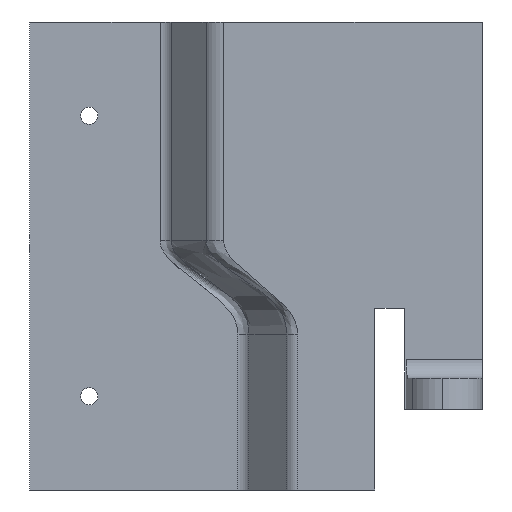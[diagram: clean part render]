
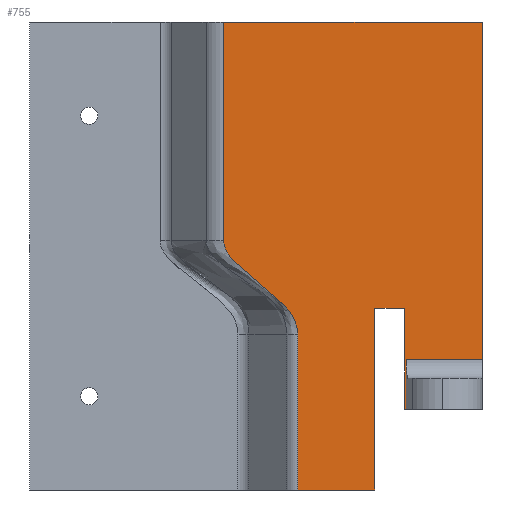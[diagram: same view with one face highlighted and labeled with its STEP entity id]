
A CAD part, front view. The second image highlights one B-rep face of the part: STEP entity #755.
In plain terms, the highlighted planar face has unit normal (0, -1, 0).
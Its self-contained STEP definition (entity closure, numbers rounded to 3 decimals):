
#27=B_SPLINE_CURVE_WITH_KNOTS('',5,(#3258,#3259,#3260,#3261,#3262,#3263),
 .UNSPECIFIED.,.F.,.F.,(6,6),(0.,1.),.UNSPECIFIED.);
#125=FACE_OUTER_BOUND('',#175,.T.);
#175=EDGE_LOOP('',(#671,#672,#673,#674,#675,#676,#677,#678,#679,#680,#681,
#682));
#183=LINE('',#1076,#249);
#192=LINE('',#4809,#258);
#201=LINE('',#4833,#267);
#212=LINE('',#4873,#278);
#220=LINE('',#4901,#286);
#222=LINE('',#4907,#288);
#227=LINE('',#4915,#293);
#228=LINE('',#4918,#294);
#231=LINE('',#4923,#297);
#240=LINE('',#4945,#306);
#242=LINE('',#4948,#308);
#249=VECTOR('',#870,10.);
#258=VECTOR('',#905,10.);
#267=VECTOR('',#928,10.);
#278=VECTOR('',#971,10.);
#286=VECTOR('',#1001,10.);
#288=VECTOR('',#1005,10.);
#293=VECTOR('',#1012,10.);
#294=VECTOR('',#1015,10.);
#297=VECTOR('',#1020,10.);
#306=VECTOR('',#1045,10.);
#308=VECTOR('',#1049,10.);
#315=VERTEX_POINT('',#1069);
#318=VERTEX_POINT('',#1074);
#328=VERTEX_POINT('',#3256);
#334=VERTEX_POINT('',#4807);
#342=VERTEX_POINT('',#4832);
#352=VERTEX_POINT('',#4866);
#355=VERTEX_POINT('',#4871);
#364=VERTEX_POINT('',#4899);
#365=VERTEX_POINT('',#4903);
#367=VERTEX_POINT('',#4906);
#370=VERTEX_POINT('',#4917);
#376=VERTEX_POINT('',#4944);
#387=EDGE_CURVE('',#318,#315,#183,.T.);
#403=EDGE_CURVE('',#328,#318,#27,.T.);
#413=EDGE_CURVE('',#334,#328,#192,.T.);
#425=EDGE_CURVE('',#315,#342,#201,.T.);
#444=EDGE_CURVE('',#355,#352,#212,.T.);
#458=EDGE_CURVE('',#364,#352,#220,.T.);
#460=EDGE_CURVE('',#367,#365,#222,.T.);
#465=EDGE_CURVE('',#364,#365,#227,.T.);
#466=EDGE_CURVE('',#370,#367,#228,.T.);
#469=EDGE_CURVE('',#342,#355,#231,.T.);
#480=EDGE_CURVE('',#376,#370,#240,.T.);
#482=EDGE_CURVE('',#334,#376,#242,.T.);
#671=ORIENTED_EDGE('',*,*,#413,.F.);
#672=ORIENTED_EDGE('',*,*,#482,.T.);
#673=ORIENTED_EDGE('',*,*,#480,.T.);
#674=ORIENTED_EDGE('',*,*,#466,.T.);
#675=ORIENTED_EDGE('',*,*,#460,.T.);
#676=ORIENTED_EDGE('',*,*,#465,.F.);
#677=ORIENTED_EDGE('',*,*,#458,.T.);
#678=ORIENTED_EDGE('',*,*,#444,.F.);
#679=ORIENTED_EDGE('',*,*,#469,.F.);
#680=ORIENTED_EDGE('',*,*,#425,.F.);
#681=ORIENTED_EDGE('',*,*,#387,.F.);
#682=ORIENTED_EDGE('',*,*,#403,.F.);
#713=PLANE('',#846);
#755=ADVANCED_FACE('',(#125),#713,.T.);
#846=AXIS2_PLACEMENT_3D('',#4947,#1047,#1048);
#870=DIRECTION('',(0.,0.,1.));
#905=DIRECTION('',(0.,0.,1.));
#928=DIRECTION('',(1.,0.,0.));
#971=DIRECTION('',(-1.,0.,0.));
#1001=DIRECTION('',(0.,0.,1.));
#1005=DIRECTION('',(0.,0.,-1.));
#1012=DIRECTION('',(-1.,0.,0.));
#1015=DIRECTION('',(1.,0.,0.));
#1020=DIRECTION('',(0.,0.,-1.));
#1045=DIRECTION('',(0.,0.,1.));
#1047=DIRECTION('center_axis',(0.,-1.,0.));
#1048=DIRECTION('ref_axis',(1.,0.,0.));
#1049=DIRECTION('',(1.,0.,0.));
#1069=CARTESIAN_POINT('',(-57.693,-20.,150.));
#1074=CARTESIAN_POINT('',(-57.693,-20.,80.));
#1076=CARTESIAN_POINT('',(-57.693,-20.,80.));
#3256=CARTESIAN_POINT('',(-34.027,-20.,50.));
#3258=CARTESIAN_POINT('Ctrl Pts',(-34.027,-20.,50.));
#3259=CARTESIAN_POINT('Ctrl Pts',(-34.027,-20.,57.642));
#3260=CARTESIAN_POINT('Ctrl Pts',(-41.127,-20.,63.601));
#3261=CARTESIAN_POINT('Ctrl Pts',(-50.593,-20.,68.738));
#3262=CARTESIAN_POINT('Ctrl Pts',(-57.693,-20.,73.917));
#3263=CARTESIAN_POINT('Ctrl Pts',(-57.693,-20.,80.));
#4807=CARTESIAN_POINT('',(-34.027,-20.,0.));
#4809=CARTESIAN_POINT('',(-34.027,-20.,0.));
#4832=CARTESIAN_POINT('',(25.16,-20.,150.));
#4833=CARTESIAN_POINT('',(-34.027,-20.,150.));
#4866=CARTESIAN_POINT('',(0.773,-20.,41.847));
#4871=CARTESIAN_POINT('',(25.16,-20.,41.847));
#4873=CARTESIAN_POINT('',(-10.53,-20.,41.847));
#4899=CARTESIAN_POINT('',(0.773,-20.,25.847));
#4901=CARTESIAN_POINT('',(0.773,-20.,12.923));
#4903=CARTESIAN_POINT('',(0.28,-20.,25.847));
#4906=CARTESIAN_POINT('',(0.28,-20.,58.207));
#4907=CARTESIAN_POINT('',(0.28,-20.,58.207));
#4915=CARTESIAN_POINT('',(18.94,-20.,25.847));
#4917=CARTESIAN_POINT('',(-9.324,-20.,58.207));
#4918=CARTESIAN_POINT('',(-9.324,-20.,58.207));
#4923=CARTESIAN_POINT('',(25.16,-20.,58.207));
#4944=CARTESIAN_POINT('',(-9.324,-20.,0.));
#4945=CARTESIAN_POINT('',(-9.324,-20.,0.));
#4947=CARTESIAN_POINT('Origin',(-34.027,-20.,0.));
#4948=CARTESIAN_POINT('',(-34.027,-20.,0.));
